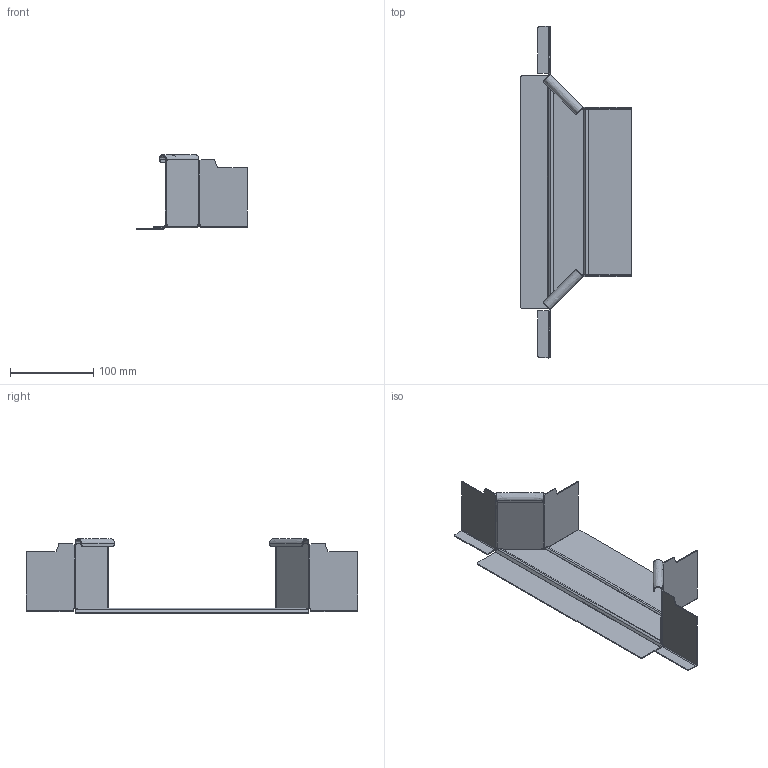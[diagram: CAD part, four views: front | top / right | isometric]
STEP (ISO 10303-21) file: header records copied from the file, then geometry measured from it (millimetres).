
FILE_DESCRIPTION(/* description */ (''),/* implementation_level */ '2;1');
FILE_NAME(/* name */ '6041592',/* time_stamp */ '2014-08-22T09:27:44+02:00',/* author */ (''),/* organization */ (''),/* preprocessor_version */ 'ST-DEVELOPER v15',/* originating_system */ '',/* authorisation */ '');
FILE_SCHEMA (('AUTOMOTIVE_DESIGN'));
Length unit declared in the file: millimetre
Products named in the file (6): Document; 6041572_ASM; RAAM_820_ASM; PRT0001; Block 01; 041560_BODEN_RAAM_200
Assembly tree (6 placements, depth 5):
  Document
    6041572_ASM
      RAAM_820_ASM
        PRT0001  x2
          Block 01
        041560_BODEN_RAAM_200
Bounding box: 133.5 x 399.2 x 89.45 mm (x, y, z)
Volume: 40179.1 mm3; surface area: 133002.3 mm2
Topology: 1 solids, 5 shells, 210 faces, 522 edges, 318 vertices
Faces by surface type: plane 118, bspline 92
Entity records: 4428 total; most frequent: CARTESIAN_POINT 2306, ORIENTED_EDGE 612, EDGE_CURVE 313, B_SPLINE_CURVE_WITH_KNOTS 245, VERTEX_POINT 191, ADVANCED_FACE 126, FACE_OUTER_BOUND 126, EDGE_LOOP 126
